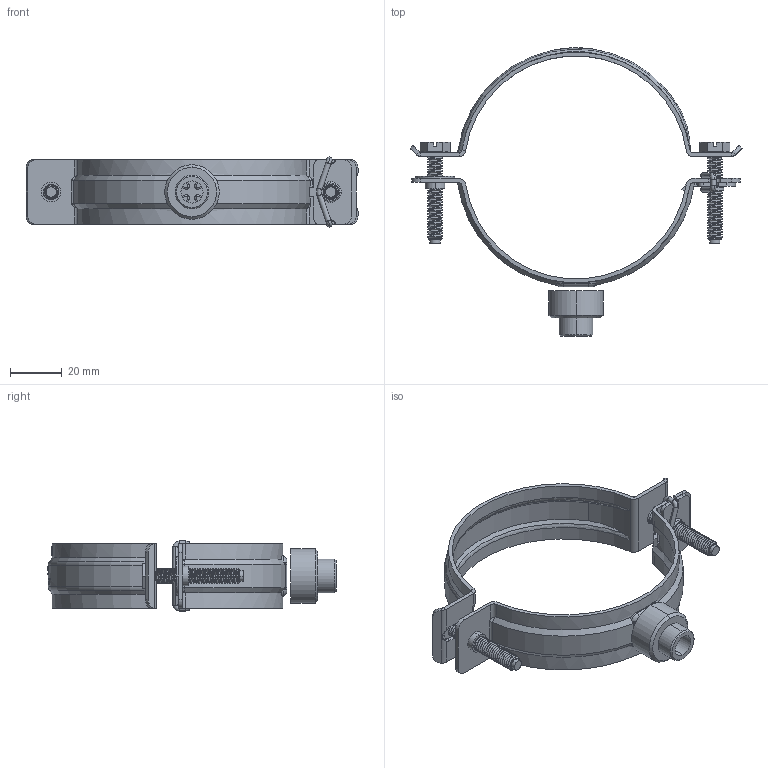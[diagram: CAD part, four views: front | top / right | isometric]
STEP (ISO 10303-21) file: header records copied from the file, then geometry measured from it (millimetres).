
FILE_DESCRIPTION (( 'STEP AP203' ), '1' );
FILE_NAME ('50.110RK.STEP', '2024-03-25T12:47:39', ( '' ), ( '' ), 'SwSTEP 2.0', 'SolidWorks 2023', '' );
FILE_SCHEMA (( 'CONFIG_CONTROL_DESIGN' ));
Length unit declared in the file: millimetre
Products named in the file (1): 50.110RK
Bounding box: 127.94 x 111.09 x 27 mm (x, y, z)
Surface area: 23946.4 mm2 (no closed solid volume)
Topology: 0 solids, 9 shells, 636 faces, 2315 edges, 1630 vertices
Faces by surface type: cylinder 269, plane 182, bspline 114, cone 43, torus 26, sphere 2
Entity records: 39237 total; most frequent: CARTESIAN_POINT 22431, ORIENTED_EDGE 3846, DIRECTION 2647, EDGE_CURVE 2313, VERTEX_POINT 1630, AXIS2_PLACEMENT_3D 977, B_SPLINE_CURVE_WITH_KNOTS 870, LINE 693
